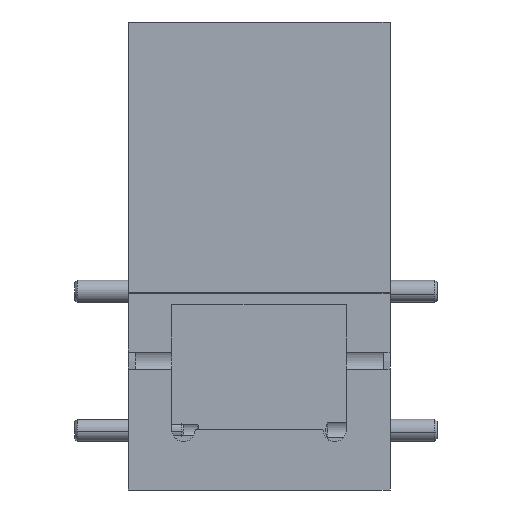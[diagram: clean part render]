
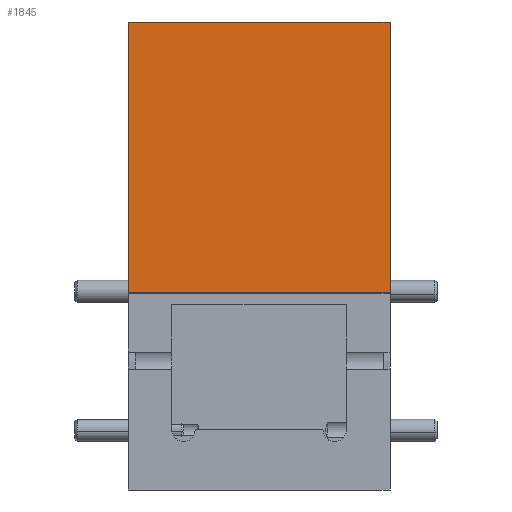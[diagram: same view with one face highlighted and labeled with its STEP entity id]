
A CAD part, left-side view. The second image highlights one B-rep face of the part: STEP entity #1845.
In plain terms, the highlighted planar face has unit normal (-1, 0, 0).
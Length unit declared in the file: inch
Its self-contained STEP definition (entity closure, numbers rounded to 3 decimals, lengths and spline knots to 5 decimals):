
#253 = PLANE ( 'NONE',  #801 ) ;
#362 = CARTESIAN_POINT ( 'NONE',  ( -0.375, -0.375, 1.34 ) ) ;
#669 = VECTOR ( 'NONE', #1807, 39.37008 ) ;
#801 = AXIS2_PLACEMENT_3D ( 'NONE', #5825, #3365, #2121 ) ;
#840 = DIRECTION ( 'NONE',  ( 0., 0., -1. ) ) ;
#1145 = CARTESIAN_POINT ( 'NONE',  ( -0.375, 0.375, 0.56589 ) ) ;
#1257 = DIRECTION ( 'NONE',  ( 0., -1., 0. ) ) ;
#1689 = ORIENTED_EDGE ( 'NONE', *, *, #6020, .F. ) ;
#1807 = DIRECTION ( 'NONE',  ( 0., -1., 0. ) ) ;
#1845 = ADVANCED_FACE ( 'NONE', ( #6227 ), #253, .F. ) ;
#1865 = EDGE_CURVE ( 'NONE', #2643, #4211, #2145, .T. ) ;
#2121 = DIRECTION ( 'NONE',  ( 0., 1., 0. ) ) ;
#2145 = LINE ( 'NONE', #362, #7848 ) ;
#2446 = CARTESIAN_POINT ( 'NONE',  ( -0.375, 0.375, 1.34 ) ) ;
#2537 = ORIENTED_EDGE ( 'NONE', *, *, #4797, .T. ) ;
#2549 = CARTESIAN_POINT ( 'NONE',  ( -0.375, 0.375, 1.34 ) ) ;
#2600 = CARTESIAN_POINT ( 'NONE',  ( -0.375, -0.375, 0.56589 ) ) ;
#2643 = VERTEX_POINT ( 'NONE', #7588 ) ;
#2893 = VECTOR ( 'NONE', #1257, 39.37008 ) ;
#3050 = DIRECTION ( 'NONE',  ( 0., 0., -1. ) ) ;
#3365 = DIRECTION ( 'NONE',  ( 1., 0., 0. ) ) ;
#3622 = EDGE_LOOP ( 'NONE', ( #2537, #3949, #7954, #1689 ) ) ;
#3949 = ORIENTED_EDGE ( 'NONE', *, *, #6733, .T. ) ;
#3961 = CARTESIAN_POINT ( 'NONE',  ( -0.375, -0.37, 0.56589 ) ) ;
#4211 = VERTEX_POINT ( 'NONE', #2600 ) ;
#4227 = CARTESIAN_POINT ( 'NONE',  ( -0.375, 0.375, 1.34 ) ) ;
#4797 = EDGE_CURVE ( 'NONE', #4909, #7050, #7570, .T. ) ;
#4909 = VERTEX_POINT ( 'NONE', #2549 ) ;
#5019 = LINE ( 'NONE', #2446, #669 ) ;
#5207 = LINE ( 'NONE', #3961, #2893 ) ;
#5825 = CARTESIAN_POINT ( 'NONE',  ( -0.375, 0.375, 1.34 ) ) ;
#6020 = EDGE_CURVE ( 'NONE', #4909, #2643, #5019, .T. ) ;
#6227 = FACE_OUTER_BOUND ( 'NONE', #3622, .T. ) ;
#6733 = EDGE_CURVE ( 'NONE', #7050, #4211, #5207, .T. ) ;
#7050 = VERTEX_POINT ( 'NONE', #1145 ) ;
#7182 = VECTOR ( 'NONE', #3050, 39.37008 ) ;
#7570 = LINE ( 'NONE', #4227, #7182 ) ;
#7588 = CARTESIAN_POINT ( 'NONE',  ( -0.375, -0.375, 1.34 ) ) ;
#7848 = VECTOR ( 'NONE', #840, 39.37008 ) ;
#7954 = ORIENTED_EDGE ( 'NONE', *, *, #1865, .F. ) ;
